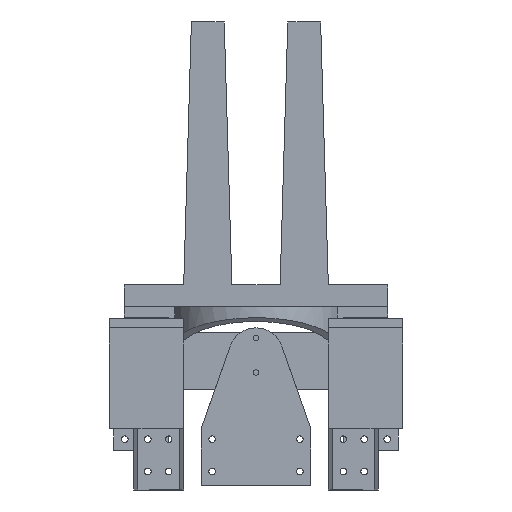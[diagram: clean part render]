
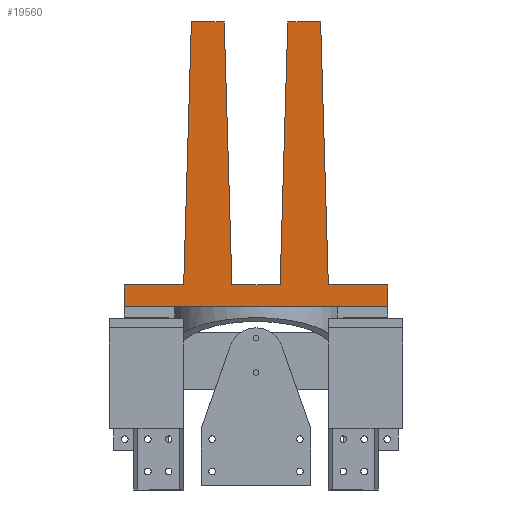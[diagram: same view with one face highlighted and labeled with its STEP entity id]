
A CAD part, front view. The second image highlights one B-rep face of the part: STEP entity #19560.
In plain terms, the highlighted planar face has unit normal (0, -1, 0).
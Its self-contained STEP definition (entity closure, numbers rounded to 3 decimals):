
#178 = CARTESIAN_POINT ( 'NONE',  ( 4.856, -254., 21.618 ) ) ;
#521 = CARTESIAN_POINT ( 'NONE',  ( 76., -254., 21.618 ) ) ;
#799 = EDGE_CURVE ( 'NONE', #1451, #14963, #2395, .T. ) ;
#839 = CARTESIAN_POINT ( 'NONE',  ( 50.5, -254., 141.618 ) ) ;
#1164 = CARTESIAN_POINT ( 'NONE',  ( 32., -254., 21.618 ) ) ;
#1451 = VERTEX_POINT ( 'NONE', #1546 ) ;
#1546 = CARTESIAN_POINT ( 'NONE',  ( 79.5, -254., 141.618 ) ) ;
#1716 = EDGE_CURVE ( 'NONE', #10580, #9001, #15746, .T. ) ;
#2395 = LINE ( 'NONE', #6320, #13570 ) ;
#2851 = AXIS2_PLACEMENT_3D ( 'NONE', #3002, #13208, #17489 ) ;
#2855 = CARTESIAN_POINT ( 'NONE',  ( 125.144, -254., 11.618 ) ) ;
#2972 = ORIENTED_EDGE ( 'NONE', *, *, #13788, .T. ) ;
#2994 = DIRECTION ( 'NONE',  ( -0.029, 0., 1. ) ) ;
#3002 = CARTESIAN_POINT ( 'NONE',  ( 0., -254., 0. ) ) ;
#3556 = ORIENTED_EDGE ( 'NONE', *, *, #4152, .T. ) ;
#4100 = ORIENTED_EDGE ( 'NONE', *, *, #22126, .T. ) ;
#4152 = EDGE_CURVE ( 'NONE', #14035, #10580, #7755, .T. ) ;
#4359 = LINE ( 'NONE', #12548, #16166 ) ;
#4969 = VERTEX_POINT ( 'NONE', #839 ) ;
#5019 = LINE ( 'NONE', #18965, #6151 ) ;
#5561 = DIRECTION ( 'NONE',  ( 0., 0., 1. ) ) ;
#5812 = VECTOR ( 'NONE', #13749, 1000. ) ;
#6151 = VECTOR ( 'NONE', #2994, 1000. ) ;
#6320 = CARTESIAN_POINT ( 'NONE',  ( 79.5, -254., 141.618 ) ) ;
#6339 = EDGE_CURVE ( 'NONE', #4969, #24932, #23377, .T. ) ;
#6385 = DIRECTION ( 'NONE',  ( 1., 0., 0. ) ) ;
#7755 = LINE ( 'NONE', #15933, #17961 ) ;
#7849 = ORIENTED_EDGE ( 'NONE', *, *, #16761, .T. ) ;
#7944 = ORIENTED_EDGE ( 'NONE', *, *, #6339, .T. ) ;
#8558 = CARTESIAN_POINT ( 'NONE',  ( 50.5, -254., 141.618 ) ) ;
#8710 = VECTOR ( 'NONE', #12172, 1000. ) ;
#8772 = LINE ( 'NONE', #9534, #11997 ) ;
#8894 = DIRECTION ( 'NONE',  ( -1., 0., 0. ) ) ;
#8897 = EDGE_CURVE ( 'NONE', #24932, #14035, #16061, .T. ) ;
#9001 = VERTEX_POINT ( 'NONE', #11860 ) ;
#9534 = CARTESIAN_POINT ( 'NONE',  ( 94.5, -254., 141.618 ) ) ;
#9535 = DIRECTION ( 'NONE',  ( -1., 0., 0. ) ) ;
#10302 = CARTESIAN_POINT ( 'NONE',  ( 32., -254., 21.618 ) ) ;
#10345 = DIRECTION ( 'NONE',  ( -0.029, 0., -1. ) ) ;
#10580 = VERTEX_POINT ( 'NONE', #178 ) ;
#10755 = EDGE_CURVE ( 'NONE', #13537, #19170, #5019, .T. ) ;
#10870 = EDGE_CURVE ( 'NONE', #16244, #25673, #23791, .T. ) ;
#11270 = ORIENTED_EDGE ( 'NONE', *, *, #25737, .T. ) ;
#11366 = VECTOR ( 'NONE', #19008, 1000. ) ;
#11860 = CARTESIAN_POINT ( 'NONE',  ( 4.856, -254., 11.618 ) ) ;
#11997 = VECTOR ( 'NONE', #16948, 1000. ) ;
#12172 = DIRECTION ( 'NONE',  ( -0.029, 0., -1. ) ) ;
#12218 = ORIENTED_EDGE ( 'NONE', *, *, #8897, .T. ) ;
#12548 = CARTESIAN_POINT ( 'NONE',  ( 125.144, -254., 11.618 ) ) ;
#13010 = DIRECTION ( 'NONE',  ( -1., 0., 0. ) ) ;
#13023 = CARTESIAN_POINT ( 'NONE',  ( 35.5, -254., 141.618 ) ) ;
#13055 = CARTESIAN_POINT ( 'NONE',  ( 35.5, -254., 141.618 ) ) ;
#13065 = CARTESIAN_POINT ( 'NONE',  ( 54., -254., 21.618 ) ) ;
#13208 = DIRECTION ( 'NONE',  ( 0., 1., 0. ) ) ;
#13421 = VECTOR ( 'NONE', #5561, 1000. ) ;
#13537 = VERTEX_POINT ( 'NONE', #20225 ) ;
#13570 = VECTOR ( 'NONE', #10345, 1000. ) ;
#13639 = ORIENTED_EDGE ( 'NONE', *, *, #20819, .T. ) ;
#13749 = DIRECTION ( 'NONE',  ( 0., 0., -1. ) ) ;
#13788 = EDGE_CURVE ( 'NONE', #16141, #4969, #21014, .T. ) ;
#13971 = ORIENTED_EDGE ( 'NONE', *, *, #10755, .T. ) ;
#14035 = VERTEX_POINT ( 'NONE', #1164 ) ;
#14489 = VECTOR ( 'NONE', #13010, 1000. ) ;
#14590 = CARTESIAN_POINT ( 'NONE',  ( 94.5, -254., 141.618 ) ) ;
#14963 = VERTEX_POINT ( 'NONE', #16808 ) ;
#15746 = LINE ( 'NONE', #26343, #5812 ) ;
#15933 = CARTESIAN_POINT ( 'NONE',  ( 4.856, -254., 21.618 ) ) ;
#16061 = LINE ( 'NONE', #10302, #8710 ) ;
#16141 = VERTEX_POINT ( 'NONE', #13065 ) ;
#16166 = VECTOR ( 'NONE', #6385, 1000. ) ;
#16244 = VERTEX_POINT ( 'NONE', #2855 ) ;
#16761 = EDGE_CURVE ( 'NONE', #25673, #13537, #23619, .T. ) ;
#16808 = CARTESIAN_POINT ( 'NONE',  ( 76., -254., 21.618 ) ) ;
#16895 = ORIENTED_EDGE ( 'NONE', *, *, #10870, .T. ) ;
#16948 = DIRECTION ( 'NONE',  ( -1., 0., 0. ) ) ;
#17489 = DIRECTION ( 'NONE',  ( 0., 0., 1. ) ) ;
#17961 = VECTOR ( 'NONE', #24120, 1000. ) ;
#18962 = CARTESIAN_POINT ( 'NONE',  ( 125.144, -254., 21.618 ) ) ;
#18965 = CARTESIAN_POINT ( 'NONE',  ( 98., -254., 21.618 ) ) ;
#19008 = DIRECTION ( 'NONE',  ( -0.029, 0., 1. ) ) ;
#19170 = VERTEX_POINT ( 'NONE', #14590 ) ;
#19176 = LINE ( 'NONE', #521, #14489 ) ;
#19560 = ADVANCED_FACE ( 'NONE', ( #25550 ), #21641, .F. ) ;
#19763 = CARTESIAN_POINT ( 'NONE',  ( 125.144, -254., 21.618 ) ) ;
#19987 = CARTESIAN_POINT ( 'NONE',  ( 125.144, -254., 21.618 ) ) ;
#20200 = ORIENTED_EDGE ( 'NONE', *, *, #799, .T. ) ;
#20225 = CARTESIAN_POINT ( 'NONE',  ( 98., -254., 21.618 ) ) ;
#20819 = EDGE_CURVE ( 'NONE', #9001, #16244, #4359, .T. ) ;
#21014 = LINE ( 'NONE', #8558, #11366 ) ;
#21641 = PLANE ( 'NONE',  #2851 ) ;
#22126 = EDGE_CURVE ( 'NONE', #14963, #16141, #19176, .T. ) ;
#22481 = VECTOR ( 'NONE', #8894, 1000. ) ;
#23377 = LINE ( 'NONE', #13055, #22481 ) ;
#23572 = ORIENTED_EDGE ( 'NONE', *, *, #1716, .T. ) ;
#23619 = LINE ( 'NONE', #19987, #24279 ) ;
#23791 = LINE ( 'NONE', #19763, #13421 ) ;
#24054 = EDGE_LOOP ( 'NONE', ( #16895, #7849, #13971, #11270, #20200, #4100, #2972, #7944, #12218, #3556, #23572, #13639 ) ) ;
#24120 = DIRECTION ( 'NONE',  ( -1., 0., 0. ) ) ;
#24279 = VECTOR ( 'NONE', #9535, 1000. ) ;
#24932 = VERTEX_POINT ( 'NONE', #13023 ) ;
#25550 = FACE_OUTER_BOUND ( 'NONE', #24054, .T. ) ;
#25673 = VERTEX_POINT ( 'NONE', #18962 ) ;
#25737 = EDGE_CURVE ( 'NONE', #19170, #1451, #8772, .T. ) ;
#26343 = CARTESIAN_POINT ( 'NONE',  ( 4.856, -254., 21.618 ) ) ;
